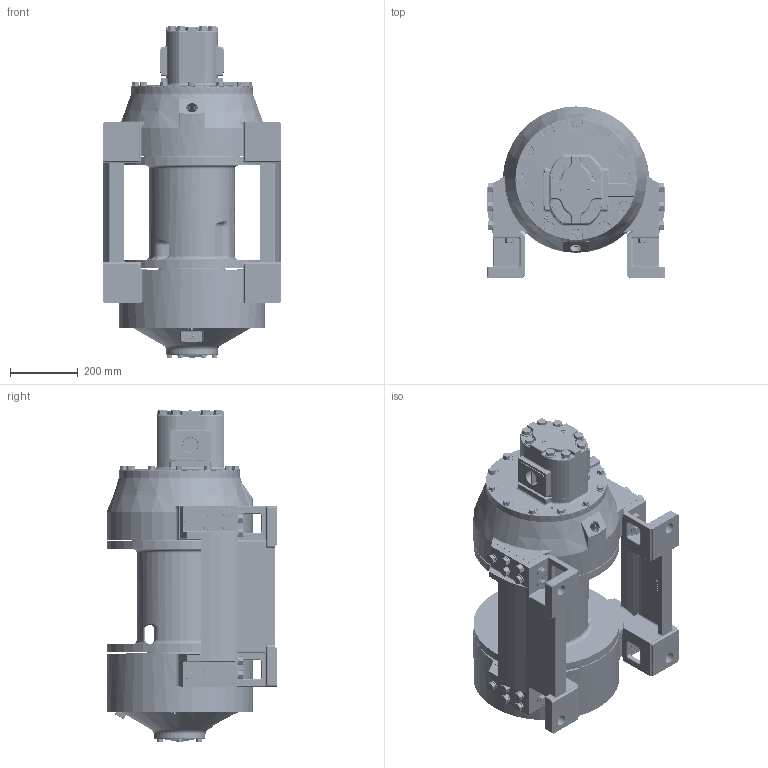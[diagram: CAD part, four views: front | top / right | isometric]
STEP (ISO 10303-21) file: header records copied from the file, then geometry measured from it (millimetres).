
FILE_DESCRIPTION((''),'2;1');
FILE_NAME('TWG-TEMP','2020-10-11T21:00:36',('Administrator'),(''),'CREO PARAMETRIC BY PTC INC, 2019030','CREO PARAMETRIC BY PTC INC, 2019030','');
FILE_SCHEMA(('AUTOMOTIVE_DESIGN { 1 0 10303 214 1 1 1 1 }'));
Length unit declared in the file: inch
Products named in the file (1): TWG-TEMP
Bounding box: 527.44 x 504.8 x 980.98 mm (x, y, z)
Volume: 523.6 mm3; surface area: 4820061.6 mm2
Topology: 1 solids, 194 shells, 4239 faces, 13956 edges, 9645 vertices
Faces by surface type: cylinder 1326, plane 1272, cone 561, torus 452, bspline 402, extrusion 167, sphere 59
Entity records: 245319 total; most frequent: CARTESIAN_POINT 103112, ORIENTED_EDGE 22496, DIRECTION 20833, EDGE_CURVE 13798, VERTEX_POINT 9643, AXIS2_PLACEMENT_3D 7610, VECTOR 5610, LINE 5443
